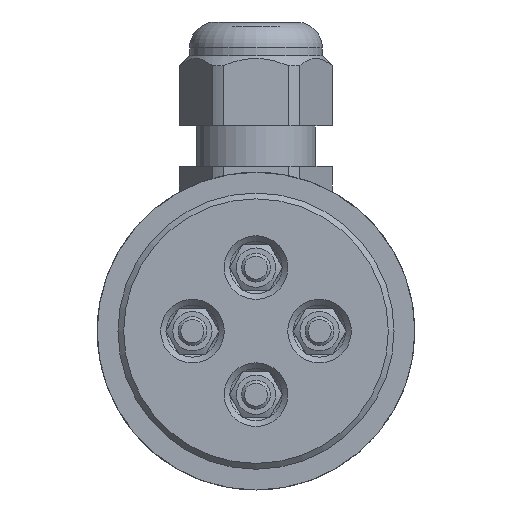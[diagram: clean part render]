
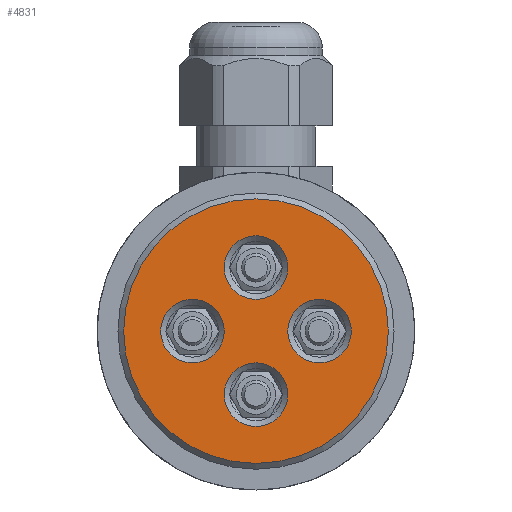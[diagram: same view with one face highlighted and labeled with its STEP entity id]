
A CAD part, left-side view. The second image highlights one B-rep face of the part: STEP entity #4831.
In plain terms, the highlighted planar face has unit normal (-1, 0, 0).
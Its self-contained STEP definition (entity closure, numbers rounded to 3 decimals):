
#310=FACE_BOUND('',#952,.T.);
#311=FACE_BOUND('',#953,.T.);
#312=FACE_BOUND('',#954,.T.);
#313=FACE_BOUND('',#955,.T.);
#663=FACE_OUTER_BOUND('',#951,.T.);
#951=EDGE_LOOP('',(#4340));
#952=EDGE_LOOP('',(#4341,#4342));
#953=EDGE_LOOP('',(#4343,#4344));
#954=EDGE_LOOP('',(#4345,#4346));
#955=EDGE_LOOP('',(#4347,#4348));
#1240=CIRCLE('',#5383,5.5);
#1241=CIRCLE('',#5384,5.5);
#1243=CIRCLE('',#5388,5.5);
#1244=CIRCLE('',#5389,5.5);
#1246=CIRCLE('',#5393,5.5);
#1247=CIRCLE('',#5394,5.5);
#1249=CIRCLE('',#5398,5.5);
#1250=CIRCLE('',#5399,5.5);
#1258=CIRCLE('',#5411,22.9);
#2249=VERTEX_POINT('',#8595);
#2250=VERTEX_POINT('',#8597);
#2251=VERTEX_POINT('',#8603);
#2252=VERTEX_POINT('',#8605);
#2253=VERTEX_POINT('',#8611);
#2254=VERTEX_POINT('',#8613);
#2255=VERTEX_POINT('',#8619);
#2256=VERTEX_POINT('',#8621);
#2264=VERTEX_POINT('',#8644);
#2944=EDGE_CURVE('',#2250,#2249,#1240,.T.);
#2945=EDGE_CURVE('',#2249,#2250,#1241,.T.);
#2948=EDGE_CURVE('',#2252,#2251,#1243,.T.);
#2949=EDGE_CURVE('',#2251,#2252,#1244,.T.);
#2952=EDGE_CURVE('',#2254,#2253,#1246,.T.);
#2953=EDGE_CURVE('',#2253,#2254,#1247,.T.);
#2956=EDGE_CURVE('',#2256,#2255,#1249,.T.);
#2957=EDGE_CURVE('',#2255,#2256,#1250,.T.);
#2968=EDGE_CURVE('',#2264,#2264,#1258,.T.);
#4340=ORIENTED_EDGE('',*,*,#2968,.F.);
#4341=ORIENTED_EDGE('',*,*,#2944,.T.);
#4342=ORIENTED_EDGE('',*,*,#2945,.T.);
#4343=ORIENTED_EDGE('',*,*,#2948,.T.);
#4344=ORIENTED_EDGE('',*,*,#2949,.T.);
#4345=ORIENTED_EDGE('',*,*,#2952,.T.);
#4346=ORIENTED_EDGE('',*,*,#2953,.T.);
#4347=ORIENTED_EDGE('',*,*,#2956,.T.);
#4348=ORIENTED_EDGE('',*,*,#2957,.T.);
#4558=PLANE('',#5412);
#4831=ADVANCED_FACE('',(#663,#310,#311,#312,#313),#4558,.T.);
#5383=AXIS2_PLACEMENT_3D('',#8598,#6738,#6739);
#5384=AXIS2_PLACEMENT_3D('',#8599,#6740,#6741);
#5388=AXIS2_PLACEMENT_3D('',#8606,#6749,#6750);
#5389=AXIS2_PLACEMENT_3D('',#8607,#6751,#6752);
#5393=AXIS2_PLACEMENT_3D('',#8614,#6760,#6761);
#5394=AXIS2_PLACEMENT_3D('',#8615,#6762,#6763);
#5398=AXIS2_PLACEMENT_3D('',#8622,#6771,#6772);
#5399=AXIS2_PLACEMENT_3D('',#8623,#6773,#6774);
#5411=AXIS2_PLACEMENT_3D('',#8646,#6800,#6801);
#5412=AXIS2_PLACEMENT_3D('',#8647,#6802,#6803);
#6738=DIRECTION('center_axis',(1.,0.,0.));
#6739=DIRECTION('ref_axis',(0.,-1.,0.));
#6740=DIRECTION('center_axis',(1.,0.,0.));
#6741=DIRECTION('ref_axis',(0.,-1.,0.));
#6749=DIRECTION('center_axis',(1.,0.,0.));
#6750=DIRECTION('ref_axis',(0.,0.,1.));
#6751=DIRECTION('center_axis',(1.,0.,0.));
#6752=DIRECTION('ref_axis',(0.,0.,1.));
#6760=DIRECTION('center_axis',(1.,0.,0.));
#6761=DIRECTION('ref_axis',(0.,1.,0.));
#6762=DIRECTION('center_axis',(1.,0.,0.));
#6763=DIRECTION('ref_axis',(0.,1.,0.));
#6771=DIRECTION('center_axis',(1.,0.,0.));
#6772=DIRECTION('ref_axis',(0.,0.,-1.));
#6773=DIRECTION('center_axis',(1.,0.,0.));
#6774=DIRECTION('ref_axis',(0.,0.,-1.));
#6800=DIRECTION('center_axis',(1.,0.,0.));
#6801=DIRECTION('ref_axis',(0.,-1.,0.));
#6802=DIRECTION('center_axis',(-1.,0.,0.));
#6803=DIRECTION('ref_axis',(0.,0.,1.));
#8595=CARTESIAN_POINT('',(-27.417,-5.277,0.));
#8597=CARTESIAN_POINT('',(-27.417,-16.277,0.));
#8598=CARTESIAN_POINT('Origin',(-27.417,-10.777,0.));
#8599=CARTESIAN_POINT('Origin',(-27.417,-10.777,0.));
#8603=CARTESIAN_POINT('',(-27.417,0.223,5.5));
#8605=CARTESIAN_POINT('',(-27.417,0.223,16.5));
#8606=CARTESIAN_POINT('Origin',(-27.417,0.223,11.));
#8607=CARTESIAN_POINT('Origin',(-27.417,0.223,11.));
#8611=CARTESIAN_POINT('',(-27.417,5.723,0.));
#8613=CARTESIAN_POINT('',(-27.417,16.723,0.));
#8614=CARTESIAN_POINT('Origin',(-27.417,11.223,0.));
#8615=CARTESIAN_POINT('Origin',(-27.417,11.223,0.));
#8619=CARTESIAN_POINT('',(-27.417,0.223,-5.5));
#8621=CARTESIAN_POINT('',(-27.417,0.223,-16.5));
#8622=CARTESIAN_POINT('Origin',(-27.417,0.223,-11.));
#8623=CARTESIAN_POINT('Origin',(-27.417,0.223,-11.));
#8644=CARTESIAN_POINT('',(-27.417,23.123,0.));
#8646=CARTESIAN_POINT('Origin',(-27.417,0.223,0.));
#8647=CARTESIAN_POINT('Origin',(-27.417,24.123,0.));
